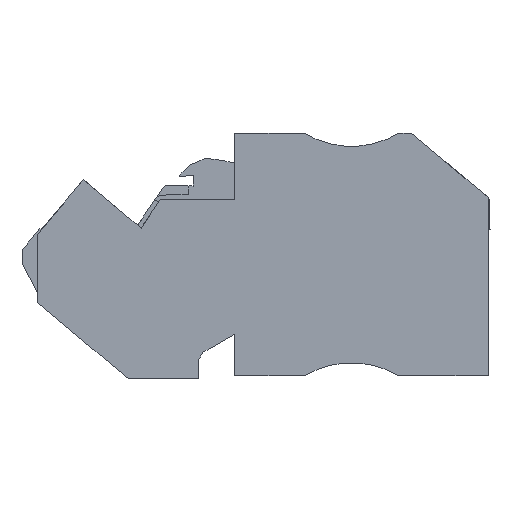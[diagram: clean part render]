
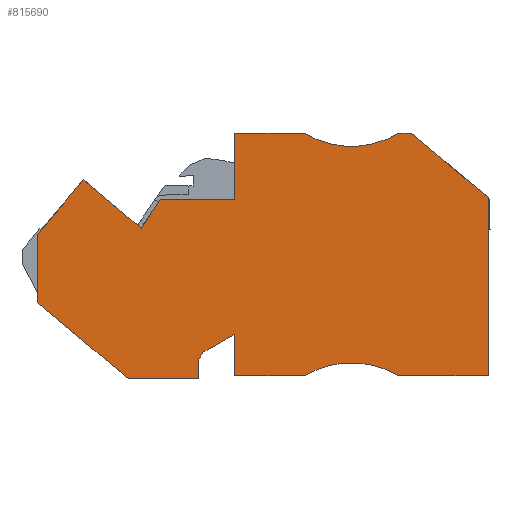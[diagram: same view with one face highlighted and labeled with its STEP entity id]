
A CAD part, left-side view. The second image highlights one B-rep face of the part: STEP entity #815690.
In plain terms, the highlighted face is planar.
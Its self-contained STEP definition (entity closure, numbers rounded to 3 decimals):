
#7130=CARTESIAN_POINT('',(456.412,690.234,
65.62));
#7140=VERTEX_POINT('',#7130);
#7170=CARTESIAN_POINT('',(456.354,690.32,
65.62));
#7180=DIRECTION('',(0.559,-0.829,
0.));
#7190=VECTOR('',#7180,1.);
#7200=LINE('',#7170,#7190);
#7210=CARTESIAN_POINT('',(458.498,687.141,
65.62));
#7220=VERTEX_POINT('',#7210);
#7230=EDGE_CURVE('',#7140,#7220,#7200,.T.);
#163950=CARTESIAN_POINT('',(452.153,686.119,
65.62));
#163960=DIRECTION('',(0.,-1.,0.));
#163970=VECTOR('',#163960,1.);
#163980=LINE('',#163950,#163970);
#163990=CARTESIAN_POINT('',(452.153,672.756,
65.62));
#164000=VERTEX_POINT('',#163990);
#164010=CARTESIAN_POINT('',(452.153,670.634,
65.62));
#164020=VERTEX_POINT('',#164010);
#164030=EDGE_CURVE('',#164000,#164020,#163980,.T.);
#282650=CARTESIAN_POINT('',(431.869,670.934,
65.62));
#282660=DIRECTION('',(-1.,0.,0.));
#282670=VECTOR('',#282660,1.);
#282680=LINE('',#282650,#282670);
#282690=CARTESIAN_POINT('',(448.253,670.934,
65.62));
#282700=VERTEX_POINT('',#282690);
#282710=CARTESIAN_POINT('',(440.591,670.934,
65.62));
#282720=VERTEX_POINT('',#282710);
#282730=EDGE_CURVE('',#282700,#282720,#282680,.T.);
#463090=CARTESIAN_POINT('',(448.253,675.508,
65.62));
#463100=VERTEX_POINT('',#463090);
#463150=CARTESIAN_POINT('',(448.253,682.219,
65.62));
#463160=DIRECTION('',(0.,1.,0.));
#463170=VECTOR('',#463160,1.);
#463180=LINE('',#463150,#463170);
#463190=EDGE_CURVE('',#282700,#463100,#463180,.T.);
#521370=CARTESIAN_POINT('',(443.999,677.964,
65.62));
#521380=DIRECTION('',(0.866,-0.5,
0.));
#521390=VECTOR('',#521380,1.);
#521400=LINE('',#521370,#521390);
#521410=CARTESIAN_POINT('',(451.72,673.506,
65.62));
#521420=VERTEX_POINT('',#521410);
#521430=EDGE_CURVE('',#463100,#521420,#521400,.T.);
#524280=CARTESIAN_POINT('',(469.853,686.448,
65.62));
#524290=VERTEX_POINT('',#524280);
#524450=CARTESIAN_POINT('',(464.82,692.446,
65.62));
#524460=VERTEX_POINT('',#524450);
#524490=CARTESIAN_POINT('',(461.928,695.893,
65.62));
#524500=DIRECTION('',(-0.643,0.766,
0.));
#524510=VECTOR('',#524500,1.);
#524520=LINE('',#524490,#524510);
#524530=EDGE_CURVE('',#524290,#524460,#524520,.T.);
#529600=CARTESIAN_POINT('',(469.853,678.981,
65.62));
#529610=VERTEX_POINT('',#529600);
#529660=CARTESIAN_POINT('',(444.824,657.979,
65.62));
#529670=DIRECTION('',(-0.766,-0.643,
0.));
#529680=VECTOR('',#529670,1.);
#529690=LINE('',#529660,#529680);
#529700=CARTESIAN_POINT('',(459.906,670.634,
65.62));
#529710=VERTEX_POINT('',#529700);
#529720=EDGE_CURVE('',#529610,#529710,#529690,.T.);
#536000=CARTESIAN_POINT('',(432.169,670.634,
65.62));
#536010=DIRECTION('',(1.,0.,0.));
#536020=VECTOR('',#536010,1.);
#536030=LINE('',#536000,#536020);
#536040=EDGE_CURVE('',#164020,#529710,#536030,.T.);
#814360=CARTESIAN_POINT('',(435.426,662.371,
65.62));
#814370=DIRECTION('',(0.,0.,1.));
#814380=DIRECTION('',(-0.707,0.707,
0.));
#814390=AXIS2_PLACEMENT_3D('',#814360,#814370,#814380);
#814400=CIRCLE('',#814390,10.);
#814410=CARTESIAN_POINT('',(430.261,670.934,
65.62));
#814420=VERTEX_POINT('',#814410);
#814430=EDGE_CURVE('',#282720,#814420,#814400,.T.);
#814760=CARTESIAN_POINT('',(434.419,672.484,
65.62));
#814770=DIRECTION('',(0.,0.,1.));
#814780=DIRECTION('',(0.707,-0.707,
0.));
#814790=AXIS2_PLACEMENT_3D('',#814760,#814770,#814780);
#814800=PLANE('',#814790);
#814810=ORIENTED_EDGE('',*,*,#524530,.F.);
#814820=CARTESIAN_POINT('',(435.206,667.597,
65.62));
#814830=DIRECTION('',(0.766,0.643,
0.));
#814840=VECTOR('',#814830,1.);
#814850=LINE('',#814820,#814840);
#814860=EDGE_CURVE('',#7220,#524460,#814850,.T.);
#814870=ORIENTED_EDGE('',*,*,#814860,.T.);
#814880=ORIENTED_EDGE('',*,*,#7230,.T.);
#814890=CARTESIAN_POINT('',(412.569,690.234,
65.62));
#814900=DIRECTION('',(1.,0.,0.));
#814910=VECTOR('',#814900,1.);
#814920=LINE('',#814890,#814910);
#814930=CARTESIAN_POINT('',(448.253,690.234,
65.62));
#814940=VERTEX_POINT('',#814930);
#814950=EDGE_CURVE('',#814940,#7140,#814920,.T.);
#814960=ORIENTED_EDGE('',*,*,#814950,.T.);
#814970=CARTESIAN_POINT('',(448.253,697.534,
65.62));
#814980=VERTEX_POINT('',#814970);
#814990=EDGE_CURVE('',#814940,#814980,#463180,.T.);
#815000=ORIENTED_EDGE('',*,*,#814990,.F.);
#815010=CARTESIAN_POINT('',(405.269,697.534,
65.62));
#815020=DIRECTION('',(1.,0.,0.));
#815030=VECTOR('',#815020,1.);
#815040=LINE('',#815010,#815030);
#815050=CARTESIAN_POINT('',(440.591,697.534,
65.62));
#815060=VERTEX_POINT('',#815050);
#815070=EDGE_CURVE('',#815060,#814980,#815040,.T.);
#815080=ORIENTED_EDGE('',*,*,#815070,.T.);
#815090=CARTESIAN_POINT('',(435.426,706.097,
65.62));
#815100=DIRECTION('',(0.,0.,1.));
#815110=DIRECTION('',(-0.707,0.707,
0.));
#815120=AXIS2_PLACEMENT_3D('',#815090,#815100,#815110);
#815130=CIRCLE('',#815120,10.);
#815140=CARTESIAN_POINT('',(430.261,697.534,
65.62));
#815150=VERTEX_POINT('',#815140);
#815160=EDGE_CURVE('',#815150,#815060,#815130,.T.);
#815170=ORIENTED_EDGE('',*,*,#815160,.T.);
#815180=CARTESIAN_POINT('',(405.269,697.534,
65.62));
#815190=DIRECTION('',(-1.,0.,0.));
#815200=VECTOR('',#815190,1.);
#815210=LINE('',#815180,#815200);
#815220=CARTESIAN_POINT('',(428.853,697.534,
65.62));
#815230=VERTEX_POINT('',#815220);
#815240=EDGE_CURVE('',#815150,#815230,#815210,.T.);
#815250=ORIENTED_EDGE('',*,*,#815240,.F.);
#815260=CARTESIAN_POINT('',(416.029,686.774,
65.62));
#815270=DIRECTION('',(-0.766,-0.643,
0.));
#815280=VECTOR('',#815270,1.);
#815290=LINE('',#815260,#815280);
#815300=CARTESIAN_POINT('',(420.453,690.486,
65.62));
#815310=VERTEX_POINT('',#815300);
#815320=EDGE_CURVE('',#815230,#815310,#815290,.T.);
#815330=ORIENTED_EDGE('',*,*,#815320,.F.);
#815340=CARTESIAN_POINT('',(420.453,686.45,
65.62));
#815350=DIRECTION('',(0.,-1.,0.));
#815360=VECTOR('',#815350,1.);
#815370=LINE('',#815340,#815360);
#815380=CARTESIAN_POINT('',(420.453,670.934,
65.62));
#815390=VERTEX_POINT('',#815380);
#815400=EDGE_CURVE('',#815310,#815390,#815370,.T.);
#815410=ORIENTED_EDGE('',*,*,#815400,.F.);
#815420=CARTESIAN_POINT('',(437.769,670.934,
65.62));
#815430=DIRECTION('',(1.,0.,0.));
#815440=VECTOR('',#815430,1.);
#815450=LINE('',#815420,#815440);
#815460=EDGE_CURVE('',#815390,#814420,#815450,.T.);
#815470=ORIENTED_EDGE('',*,*,#815460,.F.);
#815480=ORIENTED_EDGE('',*,*,#814430,.T.);
#815490=ORIENTED_EDGE('',*,*,#282730,.T.);
#815500=ORIENTED_EDGE('',*,*,#463190,.F.);
#815510=ORIENTED_EDGE('',*,*,#521430,.F.);
#815520=CARTESIAN_POINT('',(447.262,681.228,
65.62));
#815530=DIRECTION('',(0.5,-0.866,
0.));
#815540=VECTOR('',#815530,1.);
#815550=LINE('',#815520,#815540);
#815560=EDGE_CURVE('',#521420,#164000,#815550,.T.);
#815570=ORIENTED_EDGE('',*,*,#815560,.F.);
#815580=ORIENTED_EDGE('',*,*,#164030,.F.);
#815590=ORIENTED_EDGE('',*,*,#536040,.F.);
#815600=ORIENTED_EDGE('',*,*,#529720,.T.);
#815610=CARTESIAN_POINT('',(469.853,703.819,
65.62));
#815620=DIRECTION('',(0.,1.,0.));
#815630=VECTOR('',#815620,1.);
#815640=LINE('',#815610,#815630);
#815650=EDGE_CURVE('',#529610,#524290,#815640,.T.);
#815660=ORIENTED_EDGE('',*,*,#815650,.F.);
#815670=EDGE_LOOP('',(#815660,#815600,#815590,#815580,#815570,#815510,
#815500,#815490,#815480,#815470,#815410,#815330,#815250,#815170,#815080,
#815000,#814960,#814880,#814870,#814810));
#815680=FACE_OUTER_BOUND('',#815670,.T.);
#815690=ADVANCED_FACE('',(#815680),#814800,.F.);
